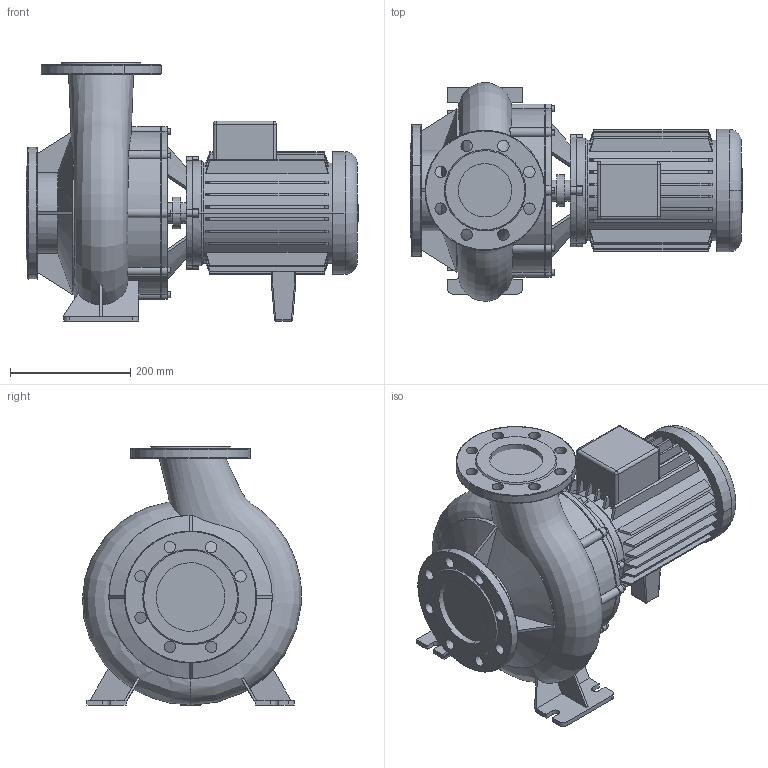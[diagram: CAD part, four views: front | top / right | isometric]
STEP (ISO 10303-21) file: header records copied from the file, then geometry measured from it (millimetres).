
FILE_DESCRIPTION((''),'2;1');
FILE_NAME('3d_BM80_195-4_4-2096600.stp','2011-01-26T14:46:03',(''),(''),'Mechanical Desktop 2008','Mechanical Desktop 2008',', , ');
FILE_SCHEMA(('CONFIG_CONTROL_DESIGN'));
Length unit declared in the file: millimetre
Products named in the file (1): Product
Bounding box: 553 x 364.78 x 430 mm (x, y, z)
Volume: 23668155.8 mm3; surface area: 1267341.7 mm2
Topology: 11 solids, 11 shells, 643 faces, 1646 edges, 1059 vertices
Faces by surface type: plane 284, bspline 178, cylinder 127, cone 44, sphere 8, torus 2
Entity records: 28432 total; most frequent: CARTESIAN_POINT 13514, ORIENTED_EDGE 3276, DIRECTION 2808, EDGE_CURVE 1638, VERTEX_POINT 1059, AXIS2_PLACEMENT_3D 956, VECTOR 896, LINE 896
